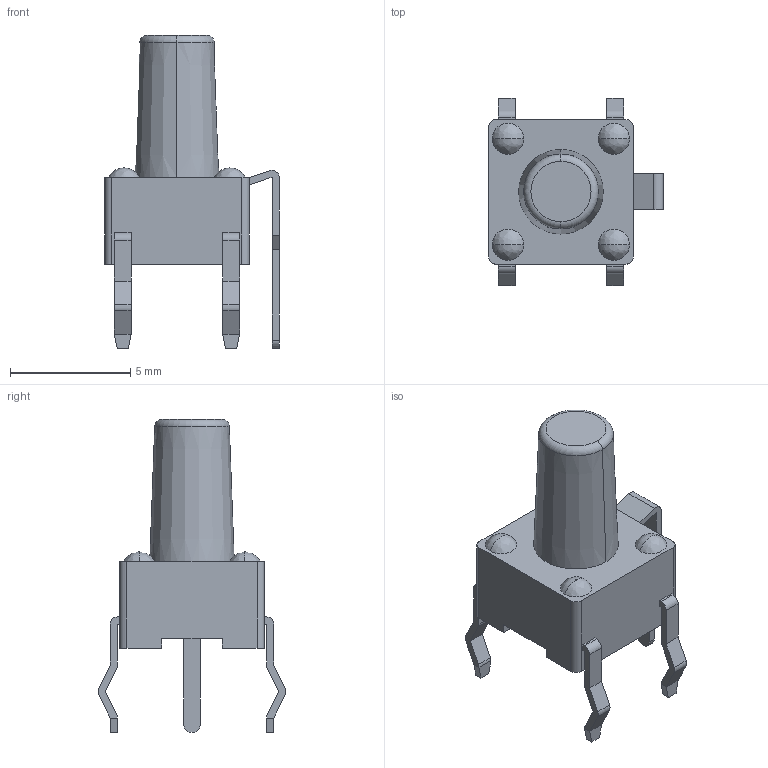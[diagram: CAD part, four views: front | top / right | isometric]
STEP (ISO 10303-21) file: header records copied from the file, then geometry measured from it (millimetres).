
FILE_DESCRIPTION((''),'2;1');
FILE_NAME('C-1-1825955-4','2016-08-01T',('workeradm'),('Tyco Electronics Ltd.'),'CREO PARAMETRIC BY PTC INC, 2016050','CREO PARAMETRIC BY PTC INC, 2016050','');
FILE_SCHEMA(('AUTOMOTIVE_DESIGN { 1 0 10303 214 1 1 1 1 }'));
Length unit declared in the file: millimetre
Products named in the file (1): C-1-1825955-4
Bounding box: 7.25 x 7.8 x 13 mm (x, y, z)
Volume: 181.5 mm3; surface area: 281.1 mm2
Topology: 1 solids, 1 shells, 119 faces, 304 edges, 196 vertices
Faces by surface type: plane 85, cylinder 22, bspline 8, cone 2, torus 2
Entity records: 3802 total; most frequent: CARTESIAN_POINT 837, ORIENTED_EDGE 608, DIRECTION 602, EDGE_CURVE 304, VECTOR 228, LINE 228, VERTEX_POINT 196, AXIS2_PLACEMENT_3D 187
